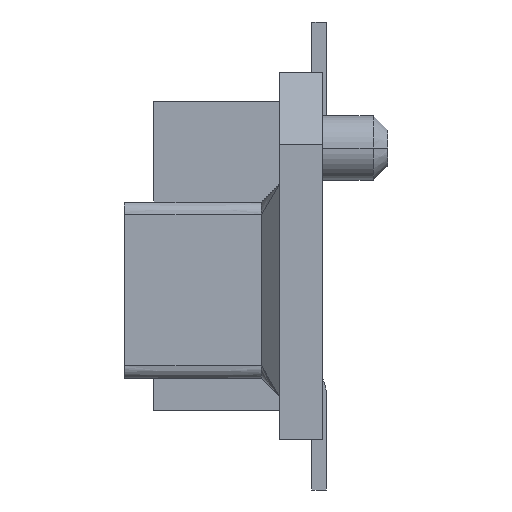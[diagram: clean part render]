
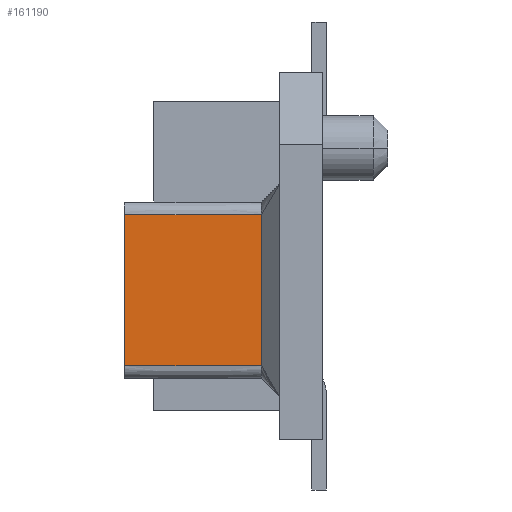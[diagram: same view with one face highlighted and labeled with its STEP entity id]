
A CAD part, left-side view. The second image highlights one B-rep face of the part: STEP entity #161190.
In plain terms, the highlighted planar face has unit normal (-1, 0, 0).
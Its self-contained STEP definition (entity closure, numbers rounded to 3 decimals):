
#160800=CARTESIAN_POINT('',(0.8,1.8,-0.475));
#160810=DIRECTION('',(-1.,0.,0.));
#160820=DIRECTION('',(0.,1.,0.));
#160830=AXIS2_PLACEMENT_3D('',#160800,#160810,#160820);
#160840=PLANE('',#160830);
#160850=CARTESIAN_POINT('',(0.8,2.75,-1.526));
#160860=DIRECTION('',(0.,-1.,0.));
#160870=VECTOR('',#160860,1.);
#160880=LINE('',#160850,#160870);
#160890=CARTESIAN_POINT('',(0.8,2.75,-1.526));
#160900=VERTEX_POINT('',#160890);
#160910=CARTESIAN_POINT('',(0.8,0.85,-1.526));
#160920=VERTEX_POINT('',#160910);
#160930=EDGE_CURVE('',#160900,#160920,#160880,.T.);
#160940=ORIENTED_EDGE('',*,*,#160930,.T.);
#160950=CARTESIAN_POINT('',(0.8,2.75,0.));
#160960=DIRECTION('',(0.,0.,1.));
#160970=VECTOR('',#160960,1.);
#160980=LINE('',#160950,#160970);
#160990=CARTESIAN_POINT('',(0.8,2.75,0.576));
#161000=VERTEX_POINT('',#160990);
#161010=EDGE_CURVE('',#160900,#161000,#160980,.T.);
#161020=ORIENTED_EDGE('',*,*,#161010,.F.);
#161030=CARTESIAN_POINT('',(0.8,2.75,0.576));
#161040=DIRECTION('',(0.,-1.,0.));
#161050=VECTOR('',#161040,1.);
#161060=LINE('',#161030,#161050);
#161070=CARTESIAN_POINT('',(0.8,0.85,0.576));
#161080=VERTEX_POINT('',#161070);
#161090=EDGE_CURVE('',#161000,#161080,#161060,.T.);
#161100=ORIENTED_EDGE('',*,*,#161090,.F.);
#161110=CARTESIAN_POINT('',(0.8,0.85,0.));
#161120=DIRECTION('',(0.,0.,1.));
#161130=VECTOR('',#161120,1.);
#161140=LINE('',#161110,#161130);
#161150=EDGE_CURVE('',#160920,#161080,#161140,.T.);
#161160=ORIENTED_EDGE('',*,*,#161150,.T.);
#161170=EDGE_LOOP('',(#161160,#161100,#161020,#160940));
#161180=FACE_OUTER_BOUND('',#161170,.T.);
#161190=ADVANCED_FACE('',(#161180),#160840,.T.);
